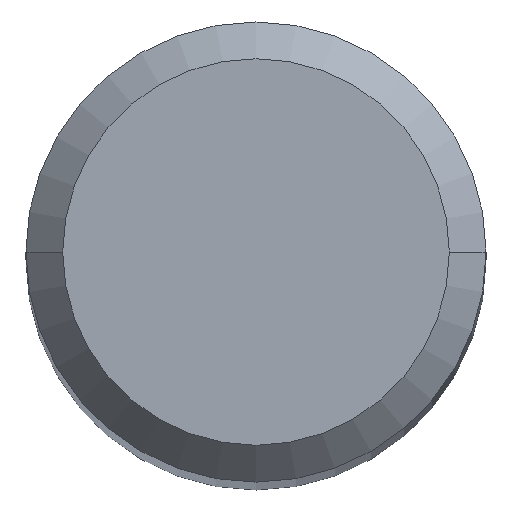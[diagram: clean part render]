
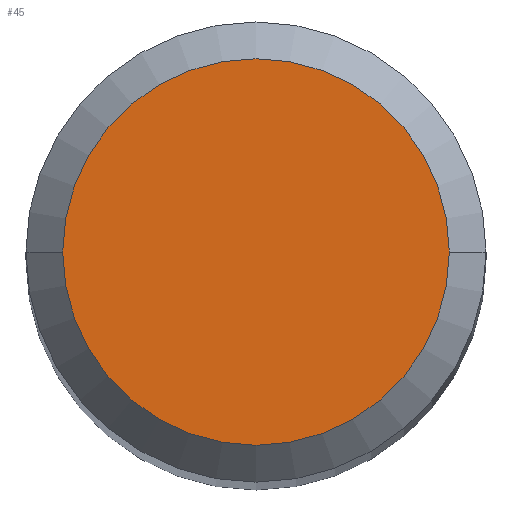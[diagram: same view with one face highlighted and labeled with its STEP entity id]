
A CAD part, top view. The second image highlights one B-rep face of the part: STEP entity #45.
In plain terms, the highlighted planar face has unit normal (0, 0, 1).
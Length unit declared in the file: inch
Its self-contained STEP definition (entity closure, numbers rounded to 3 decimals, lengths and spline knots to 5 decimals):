
#12 = AXIS2_PLACEMENT_3D ( 'NONE', #205, #74, #249 ) ;
#13 = VERTEX_POINT ( 'NONE', #104 ) ;
#33 = CARTESIAN_POINT ( 'NONE',  ( 0., 0., 2. ) ) ;
#45 = ADVANCED_FACE ( 'NONE', ( #219 ), #52, .T. ) ;
#48 = ORIENTED_EDGE ( 'NONE', *, *, #148, .T. ) ;
#52 = PLANE ( 'NONE',  #184 ) ;
#57 = DIRECTION ( 'NONE',  ( 0., 0., 1. ) ) ;
#59 = DIRECTION ( 'NONE',  ( 1., 0., 0. ) ) ;
#74 = DIRECTION ( 'NONE',  ( 0., 0., 1. ) ) ;
#77 = CIRCLE ( 'NONE', #137, 0.07875 ) ;
#104 = CARTESIAN_POINT ( 'NONE',  ( 0.07875, 0., 2. ) ) ;
#107 = DIRECTION ( 'NONE',  ( 0., 0., 1. ) ) ;
#117 = CIRCLE ( 'NONE', #12, 0.07875 ) ;
#118 = CARTESIAN_POINT ( 'NONE',  ( -0.07875, 0., 2. ) ) ;
#137 = AXIS2_PLACEMENT_3D ( 'NONE', #193, #57, #59 ) ;
#148 = EDGE_CURVE ( 'NONE', #13, #237, #117, .T. ) ;
#157 = EDGE_CURVE ( 'NONE', #237, #13, #77, .T. ) ;
#184 = AXIS2_PLACEMENT_3D ( 'NONE', #33, #107, #190 ) ;
#189 = EDGE_LOOP ( 'NONE', ( #198, #48 ) ) ;
#190 = DIRECTION ( 'NONE',  ( 1., 0., 0. ) ) ;
#193 = CARTESIAN_POINT ( 'NONE',  ( 0., 0., 2. ) ) ;
#198 = ORIENTED_EDGE ( 'NONE', *, *, #157, .T. ) ;
#205 = CARTESIAN_POINT ( 'NONE',  ( 0., 0., 2. ) ) ;
#219 = FACE_OUTER_BOUND ( 'NONE', #189, .T. ) ;
#237 = VERTEX_POINT ( 'NONE', #118 ) ;
#249 = DIRECTION ( 'NONE',  ( 1., 0., 0. ) ) ;
